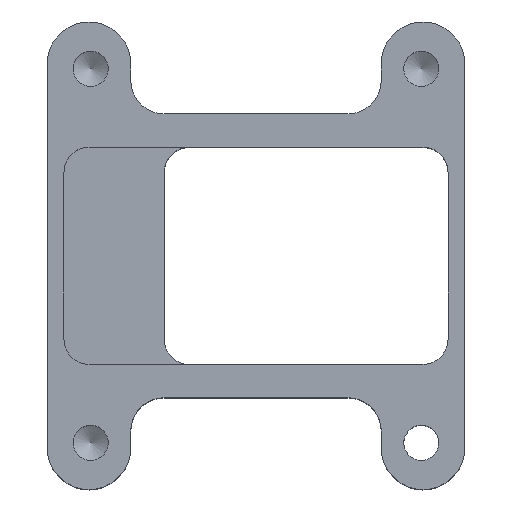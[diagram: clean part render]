
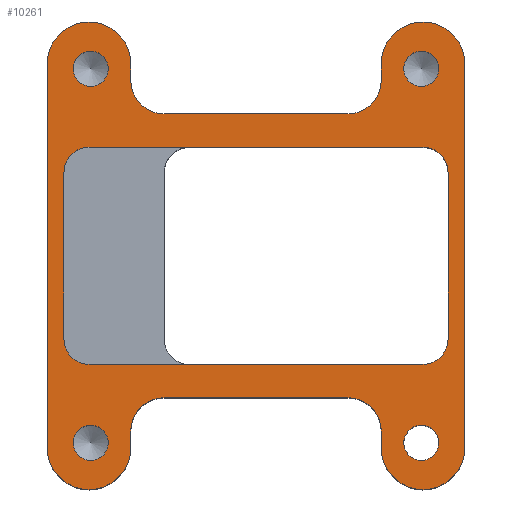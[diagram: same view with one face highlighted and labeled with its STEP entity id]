
A CAD part, top view. The second image highlights one B-rep face of the part: STEP entity #10261.
In plain terms, the highlighted planar face has unit normal (0, 0, 1).
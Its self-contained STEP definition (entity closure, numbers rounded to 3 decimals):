
#75=FACE_BOUND('',#1475,.T.);
#76=FACE_BOUND('',#1476,.T.);
#77=FACE_BOUND('',#1477,.T.);
#78=FACE_BOUND('',#1478,.T.);
#79=FACE_BOUND('',#1479,.T.);
#331=PLANE('',#11289);
#861=FACE_OUTER_BOUND('',#1474,.T.);
#1474=EDGE_LOOP('',(#9105,#9106,#9107,#9108,#9109,#9110,#9111,#9112,#9113,
#9114,#9115,#9116,#9117,#9118,#9119,#9120));
#1475=EDGE_LOOP('',(#9121,#9122,#9123,#9124,#9125,#9126,#9127,#9128));
#1476=EDGE_LOOP('',(#9129));
#1477=EDGE_LOOP('',(#9130));
#1478=EDGE_LOOP('',(#9131));
#1479=EDGE_LOOP('',(#9132));
#1788=CIRCLE('',#10800,1.5);
#1789=CIRCLE('',#10804,1.5);
#1790=CIRCLE('',#10814,1.5);
#1791=CIRCLE('',#10818,1.5);
#2032=CIRCLE('',#11290,2.);
#2033=CIRCLE('',#11291,2.);
#2034=CIRCLE('',#11292,2.5);
#2035=CIRCLE('',#11293,2.5);
#2036=CIRCLE('',#11294,2.);
#2037=CIRCLE('',#11295,2.);
#2038=CIRCLE('',#11296,2.5);
#2039=CIRCLE('',#11297,2.5);
#2040=CIRCLE('',#11298,1.05);
#2041=CIRCLE('',#11299,1.05);
#2042=CIRCLE('',#11300,1.05);
#2043=CIRCLE('',#11301,1.05);
#2498=LINE('',#15832,#3492);
#2510=LINE('',#15858,#3504);
#2512=LINE('',#15863,#3506);
#2522=LINE('',#15887,#3516);
#2950=LINE('',#17477,#3944);
#2951=LINE('',#17481,#3945);
#2952=LINE('',#17485,#3946);
#2953=LINE('',#17489,#3947);
#2954=LINE('',#17493,#3948);
#2955=LINE('',#17497,#3949);
#2956=LINE('',#17501,#3950);
#2957=LINE('',#17505,#3951);
#3492=VECTOR('',#12694,1.);
#3504=VECTOR('',#12728,1.);
#3506=VECTOR('',#12734,1.);
#3516=VECTOR('',#12768,1.);
#3944=VECTOR('',#14132,1.);
#3945=VECTOR('',#14135,1.);
#3946=VECTOR('',#14138,1.);
#3947=VECTOR('',#14141,1.);
#3948=VECTOR('',#14144,1.);
#3949=VECTOR('',#14147,1.);
#3950=VECTOR('',#14150,1.);
#3951=VECTOR('',#14153,1.);
#4503=VERTEX_POINT('',#15829);
#4504=VERTEX_POINT('',#15831);
#4505=VERTEX_POINT('',#15840);
#4506=VERTEX_POINT('',#15848);
#4507=VERTEX_POINT('',#15856);
#4508=VERTEX_POINT('',#15862);
#4509=VERTEX_POINT('',#15873);
#4510=VERTEX_POINT('',#15881);
#4966=VERTEX_POINT('',#17475);
#4967=VERTEX_POINT('',#17476);
#4968=VERTEX_POINT('',#17478);
#4969=VERTEX_POINT('',#17480);
#4970=VERTEX_POINT('',#17482);
#4971=VERTEX_POINT('',#17484);
#4972=VERTEX_POINT('',#17486);
#4973=VERTEX_POINT('',#17488);
#4974=VERTEX_POINT('',#17490);
#4975=VERTEX_POINT('',#17492);
#4976=VERTEX_POINT('',#17494);
#4977=VERTEX_POINT('',#17496);
#4978=VERTEX_POINT('',#17498);
#4979=VERTEX_POINT('',#17500);
#4980=VERTEX_POINT('',#17502);
#4981=VERTEX_POINT('',#17504);
#4982=VERTEX_POINT('',#17507);
#4983=VERTEX_POINT('',#17509);
#4984=VERTEX_POINT('',#17511);
#4985=VERTEX_POINT('',#17513);
#5671=EDGE_CURVE('',#4503,#4504,#2498,.F.);
#5677=EDGE_CURVE('',#4503,#4505,#1788,.F.);
#5680=EDGE_CURVE('',#4506,#4504,#1789,.F.);
#5685=EDGE_CURVE('',#4507,#4505,#2510,.T.);
#5687=EDGE_CURVE('',#4506,#4508,#2512,.T.);
#5694=EDGE_CURVE('',#4507,#4509,#1790,.F.);
#5697=EDGE_CURVE('',#4510,#4508,#1791,.F.);
#5699=EDGE_CURVE('',#4510,#4509,#2522,.F.);
#6375=EDGE_CURVE('',#4966,#4967,#2950,.F.);
#6376=EDGE_CURVE('',#4967,#4968,#2032,.F.);
#6377=EDGE_CURVE('',#4968,#4969,#2951,.F.);
#6378=EDGE_CURVE('',#4969,#4970,#2033,.F.);
#6379=EDGE_CURVE('',#4970,#4971,#2952,.F.);
#6380=EDGE_CURVE('',#4972,#4971,#2034,.F.);
#6381=EDGE_CURVE('',#4972,#4973,#2953,.F.);
#6382=EDGE_CURVE('',#4974,#4973,#2035,.F.);
#6383=EDGE_CURVE('',#4974,#4975,#2954,.F.);
#6384=EDGE_CURVE('',#4975,#4976,#2036,.F.);
#6385=EDGE_CURVE('',#4976,#4977,#2955,.F.);
#6386=EDGE_CURVE('',#4977,#4978,#2037,.F.);
#6387=EDGE_CURVE('',#4978,#4979,#2956,.F.);
#6388=EDGE_CURVE('',#4980,#4979,#2038,.F.);
#6389=EDGE_CURVE('',#4980,#4981,#2957,.F.);
#6390=EDGE_CURVE('',#4966,#4981,#2039,.F.);
#6391=EDGE_CURVE('',#4982,#4982,#2040,.T.);
#6392=EDGE_CURVE('',#4983,#4983,#2041,.T.);
#6393=EDGE_CURVE('',#4984,#4984,#2042,.T.);
#6394=EDGE_CURVE('',#4985,#4985,#2043,.T.);
#9105=ORIENTED_EDGE('',*,*,#6375,.T.);
#9106=ORIENTED_EDGE('',*,*,#6376,.T.);
#9107=ORIENTED_EDGE('',*,*,#6377,.T.);
#9108=ORIENTED_EDGE('',*,*,#6378,.T.);
#9109=ORIENTED_EDGE('',*,*,#6379,.T.);
#9110=ORIENTED_EDGE('',*,*,#6380,.F.);
#9111=ORIENTED_EDGE('',*,*,#6381,.T.);
#9112=ORIENTED_EDGE('',*,*,#6382,.F.);
#9113=ORIENTED_EDGE('',*,*,#6383,.T.);
#9114=ORIENTED_EDGE('',*,*,#6384,.T.);
#9115=ORIENTED_EDGE('',*,*,#6385,.T.);
#9116=ORIENTED_EDGE('',*,*,#6386,.T.);
#9117=ORIENTED_EDGE('',*,*,#6387,.T.);
#9118=ORIENTED_EDGE('',*,*,#6388,.F.);
#9119=ORIENTED_EDGE('',*,*,#6389,.T.);
#9120=ORIENTED_EDGE('',*,*,#6390,.F.);
#9121=ORIENTED_EDGE('',*,*,#5685,.F.);
#9122=ORIENTED_EDGE('',*,*,#5694,.T.);
#9123=ORIENTED_EDGE('',*,*,#5699,.F.);
#9124=ORIENTED_EDGE('',*,*,#5697,.T.);
#9125=ORIENTED_EDGE('',*,*,#5687,.F.);
#9126=ORIENTED_EDGE('',*,*,#5680,.T.);
#9127=ORIENTED_EDGE('',*,*,#5671,.F.);
#9128=ORIENTED_EDGE('',*,*,#5677,.T.);
#9129=ORIENTED_EDGE('',*,*,#6391,.F.);
#9130=ORIENTED_EDGE('',*,*,#6392,.F.);
#9131=ORIENTED_EDGE('',*,*,#6393,.F.);
#9132=ORIENTED_EDGE('',*,*,#6394,.F.);
#10261=ADVANCED_FACE('',(#861,#75,#76,#77,#78,#79),#331,.T.);
#10800=AXIS2_PLACEMENT_3D('',#15842,#12706,#12707);
#10804=AXIS2_PLACEMENT_3D('',#15849,#12716,#12717);
#10814=AXIS2_PLACEMENT_3D('',#15875,#12749,#12750);
#10818=AXIS2_PLACEMENT_3D('',#15882,#12759,#12760);
#11289=AXIS2_PLACEMENT_3D('',#17474,#14130,#14131);
#11290=AXIS2_PLACEMENT_3D('',#17479,#14133,#14134);
#11291=AXIS2_PLACEMENT_3D('',#17483,#14136,#14137);
#11292=AXIS2_PLACEMENT_3D('',#17487,#14139,#14140);
#11293=AXIS2_PLACEMENT_3D('',#17491,#14142,#14143);
#11294=AXIS2_PLACEMENT_3D('',#17495,#14145,#14146);
#11295=AXIS2_PLACEMENT_3D('',#17499,#14148,#14149);
#11296=AXIS2_PLACEMENT_3D('',#17503,#14151,#14152);
#11297=AXIS2_PLACEMENT_3D('',#17506,#14154,#14155);
#11298=AXIS2_PLACEMENT_3D('',#17508,#14156,#14157);
#11299=AXIS2_PLACEMENT_3D('',#17510,#14158,#14159);
#11300=AXIS2_PLACEMENT_3D('',#17512,#14160,#14161);
#11301=AXIS2_PLACEMENT_3D('',#17514,#14162,#14163);
#12694=DIRECTION('',(1.,0.,0.));
#12706=DIRECTION('center_axis',(0.,0.,1.));
#12707=DIRECTION('ref_axis',(-1.,0.,0.));
#12716=DIRECTION('center_axis',(0.,0.,1.));
#12717=DIRECTION('ref_axis',(-1.,0.,0.));
#12728=DIRECTION('',(0.,1.,0.));
#12734=DIRECTION('',(0.,-1.,0.));
#12749=DIRECTION('center_axis',(0.,0.,1.));
#12750=DIRECTION('ref_axis',(-1.,0.,0.));
#12759=DIRECTION('center_axis',(0.,0.,1.));
#12760=DIRECTION('ref_axis',(-1.,0.,0.));
#12768=DIRECTION('',(-1.,0.,0.));
#14130=DIRECTION('center_axis',(0.,0.,1.));
#14131=DIRECTION('ref_axis',(0.141,0.99,0.));
#14132=DIRECTION('',(0.,1.,0.));
#14133=DIRECTION('center_axis',(0.,0.,1.));
#14134=DIRECTION('ref_axis',(-1.,0.,0.));
#14135=DIRECTION('',(1.,0.,0.));
#14136=DIRECTION('center_axis',(0.,0.,1.));
#14137=DIRECTION('ref_axis',(-1.,0.,0.));
#14138=DIRECTION('',(0.,-1.,0.));
#14139=DIRECTION('center_axis',(0.,0.,1.));
#14140=DIRECTION('ref_axis',(-1.,0.,0.));
#14141=DIRECTION('',(0.,1.,0.));
#14142=DIRECTION('center_axis',(0.,0.,1.));
#14143=DIRECTION('ref_axis',(-1.,0.,0.));
#14144=DIRECTION('',(0.,-1.,0.));
#14145=DIRECTION('center_axis',(0.,0.,1.));
#14146=DIRECTION('ref_axis',(-1.,0.,0.));
#14147=DIRECTION('',(-1.,0.,0.));
#14148=DIRECTION('center_axis',(0.,0.,1.));
#14149=DIRECTION('ref_axis',(-1.,0.,0.));
#14150=DIRECTION('',(0.,1.,0.));
#14151=DIRECTION('center_axis',(0.,0.,1.));
#14152=DIRECTION('ref_axis',(-1.,0.,0.));
#14153=DIRECTION('',(0.,-1.,0.));
#14154=DIRECTION('center_axis',(0.,0.,1.));
#14155=DIRECTION('ref_axis',(-1.,0.,0.));
#14156=DIRECTION('center_axis',(0.,0.,1.));
#14157=DIRECTION('ref_axis',(-1.,0.,0.));
#14158=DIRECTION('center_axis',(0.,0.,1.));
#14159=DIRECTION('ref_axis',(-1.,0.,0.));
#14160=DIRECTION('center_axis',(0.,0.,1.));
#14161=DIRECTION('ref_axis',(-1.,0.,0.));
#14162=DIRECTION('center_axis',(0.,0.,1.));
#14163=DIRECTION('ref_axis',(-1.,0.,0.));
#15829=CARTESIAN_POINT('',(19.5,-9.5,14.));
#15831=CARTESIAN_POINT('',(-0.5,-9.5,14.));
#15832=CARTESIAN_POINT('',(9.5,-9.5,14.));
#15840=CARTESIAN_POINT('',(21.,-11.,14.));
#15842=CARTESIAN_POINT('Origin',(19.5,-11.,14.));
#15848=CARTESIAN_POINT('',(-2.,-11.,14.));
#15849=CARTESIAN_POINT('Origin',(-0.5,-11.,14.));
#15856=CARTESIAN_POINT('',(21.,-21.,14.));
#15858=CARTESIAN_POINT('',(21.,-16.,14.));
#15862=CARTESIAN_POINT('',(-2.,-21.,14.));
#15863=CARTESIAN_POINT('',(-2.,-16.,14.));
#15873=CARTESIAN_POINT('',(19.5,-22.5,14.));
#15875=CARTESIAN_POINT('Origin',(19.5,-21.,14.));
#15881=CARTESIAN_POINT('',(-0.5,-22.5,14.));
#15882=CARTESIAN_POINT('Origin',(-0.5,-21.,14.));
#15887=CARTESIAN_POINT('',(9.5,-22.5,14.));
#17474=CARTESIAN_POINT('Origin',(9.615,-16.128,14.));
#17475=CARTESIAN_POINT('',(17.,-4.5,14.));
#17476=CARTESIAN_POINT('',(17.,-5.5,14.));
#17477=CARTESIAN_POINT('',(17.,-5.,14.));
#17478=CARTESIAN_POINT('',(15.,-7.5,14.));
#17479=CARTESIAN_POINT('Origin',(15.,-5.5,14.));
#17480=CARTESIAN_POINT('',(4.,-7.5,14.));
#17481=CARTESIAN_POINT('',(9.5,-7.5,14.));
#17482=CARTESIAN_POINT('',(2.,-5.5,14.));
#17483=CARTESIAN_POINT('Origin',(4.,-5.5,14.));
#17484=CARTESIAN_POINT('',(2.,-4.5,14.));
#17485=CARTESIAN_POINT('',(2.,-5.,14.));
#17486=CARTESIAN_POINT('',(-3.,-4.5,14.));
#17487=CARTESIAN_POINT('Origin',(-0.5,-4.5,14.));
#17488=CARTESIAN_POINT('',(-3.,-27.5,14.));
#17489=CARTESIAN_POINT('',(-3.,-16.,14.));
#17490=CARTESIAN_POINT('',(2.,-27.5,14.));
#17491=CARTESIAN_POINT('Origin',(-0.5,-27.5,14.));
#17492=CARTESIAN_POINT('',(2.,-26.5,14.));
#17493=CARTESIAN_POINT('',(2.,-27.,14.));
#17494=CARTESIAN_POINT('',(4.,-24.5,14.));
#17495=CARTESIAN_POINT('Origin',(4.,-26.5,14.));
#17496=CARTESIAN_POINT('',(15.,-24.5,14.));
#17497=CARTESIAN_POINT('',(9.5,-24.5,14.));
#17498=CARTESIAN_POINT('',(17.,-26.5,14.));
#17499=CARTESIAN_POINT('Origin',(15.,-26.5,14.));
#17500=CARTESIAN_POINT('',(17.,-27.5,14.));
#17501=CARTESIAN_POINT('',(17.,-27.,14.));
#17502=CARTESIAN_POINT('',(22.,-27.5,14.));
#17503=CARTESIAN_POINT('Origin',(19.5,-27.5,14.));
#17504=CARTESIAN_POINT('',(22.,-4.5,14.));
#17505=CARTESIAN_POINT('',(22.,-16.,14.));
#17506=CARTESIAN_POINT('Origin',(19.5,-4.5,14.));
#17507=CARTESIAN_POINT('',(18.35,-4.8,14.));
#17508=CARTESIAN_POINT('Origin',(19.4,-4.8,14.));
#17509=CARTESIAN_POINT('',(18.35,-27.2,14.));
#17510=CARTESIAN_POINT('Origin',(19.4,-27.2,14.));
#17511=CARTESIAN_POINT('',(-1.45,-4.8,14.));
#17512=CARTESIAN_POINT('Origin',(-0.4,-4.8,14.));
#17513=CARTESIAN_POINT('',(-1.45,-27.2,14.));
#17514=CARTESIAN_POINT('Origin',(-0.4,-27.2,14.));
